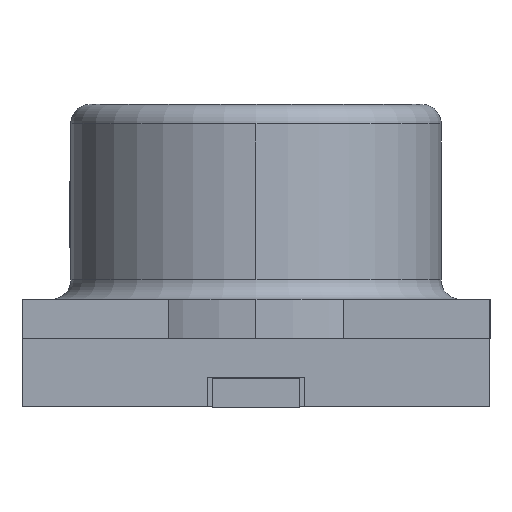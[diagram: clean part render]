
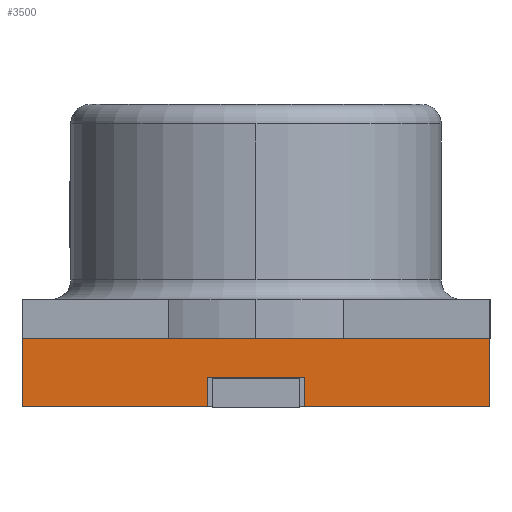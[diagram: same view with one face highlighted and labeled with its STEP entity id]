
A CAD part, left-side view. The second image highlights one B-rep face of the part: STEP entity #3500.
In plain terms, the highlighted planar face has unit normal (-1, 0, 0).
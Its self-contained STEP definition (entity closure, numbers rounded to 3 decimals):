
#69 = EDGE_CURVE ( 'NONE', #12054, #11351, #21225, .T. ) ;
#355 = ORIENTED_EDGE ( 'NONE', *, *, #20078, .F. ) ;
#754 = VECTOR ( 'NONE', #4770, 1000. ) ;
#796 = VERTEX_POINT ( 'NONE', #18748 ) ;
#945 = EDGE_CURVE ( 'NONE', #1243, #3046, #22932, .T. ) ;
#955 = LINE ( 'NONE', #1185, #754 ) ;
#1185 = CARTESIAN_POINT ( 'NONE',  ( -5.7, -0.5, 0.3 ) ) ;
#1243 = VERTEX_POINT ( 'NONE', #16049 ) ;
#1465 = CARTESIAN_POINT ( 'NONE',  ( -5.7, 0.5, 0.3 ) ) ;
#1530 = AXIS2_PLACEMENT_3D ( 'NONE', #12544, #1985, #3490 ) ;
#1985 = DIRECTION ( 'NONE',  ( 1., 0., 0. ) ) ;
#2243 = EDGE_CURVE ( 'NONE', #11351, #796, #22747, .T. ) ;
#2625 = VERTEX_POINT ( 'NONE', #19553 ) ;
#2645 = VECTOR ( 'NONE', #5495, 1000. ) ;
#2775 = EDGE_CURVE ( 'NONE', #12054, #1243, #955, .T. ) ;
#2794 = ORIENTED_EDGE ( 'NONE', *, *, #69, .F. ) ;
#2948 = CARTESIAN_POINT ( 'NONE',  ( -5.7, -2.4, 0.7 ) ) ;
#2953 = VECTOR ( 'NONE', #12606, 1000. ) ;
#3046 = VERTEX_POINT ( 'NONE', #16388 ) ;
#3490 = DIRECTION ( 'NONE',  ( 0., 0., -1. ) ) ;
#3500 = ADVANCED_FACE ( 'NONE', ( #14173 ), #6872, .F. ) ;
#4104 = CARTESIAN_POINT ( 'NONE',  ( -5.7, -2.4, 0.7 ) ) ;
#4211 = VERTEX_POINT ( 'NONE', #8762 ) ;
#4494 = DIRECTION ( 'NONE',  ( 0., 0., -1. ) ) ;
#4770 = DIRECTION ( 'NONE',  ( 0., 0., -1. ) ) ;
#4882 = DIRECTION ( 'NONE',  ( 0., -1., 0. ) ) ;
#5495 = DIRECTION ( 'NONE',  ( 0., -1., 0. ) ) ;
#6484 = CARTESIAN_POINT ( 'NONE',  ( -5.7, -2.4, 0.7 ) ) ;
#6607 = ORIENTED_EDGE ( 'NONE', *, *, #2243, .F. ) ;
#6872 = PLANE ( 'NONE',  #1530 ) ;
#7009 = VECTOR ( 'NONE', #11950, 1000. ) ;
#7123 = ORIENTED_EDGE ( 'NONE', *, *, #2775, .T. ) ;
#7597 = EDGE_LOOP ( 'NONE', ( #2794, #7123, #16011, #8475, #355, #11067, #8239, #6607 ) ) ;
#8239 = ORIENTED_EDGE ( 'NONE', *, *, #13505, .T. ) ;
#8475 = ORIENTED_EDGE ( 'NONE', *, *, #13841, .F. ) ;
#8613 = VECTOR ( 'NONE', #4494, 1000. ) ;
#8761 = LINE ( 'NONE', #15857, #10996 ) ;
#8762 = CARTESIAN_POINT ( 'NONE',  ( -5.7, 2.4, 0. ) ) ;
#10646 = CARTESIAN_POINT ( 'NONE',  ( -5.7, -0.5, 0.3 ) ) ;
#10996 = VECTOR ( 'NONE', #19095, 1000. ) ;
#11067 = ORIENTED_EDGE ( 'NONE', *, *, #16836, .T. ) ;
#11351 = VERTEX_POINT ( 'NONE', #14274 ) ;
#11636 = LINE ( 'NONE', #22547, #15908 ) ;
#11950 = DIRECTION ( 'NONE',  ( 0., 0., -1. ) ) ;
#12054 = VERTEX_POINT ( 'NONE', #20933 ) ;
#12349 = CARTESIAN_POINT ( 'NONE',  ( -5.7, -2.4, 0. ) ) ;
#12544 = CARTESIAN_POINT ( 'NONE',  ( -5.7, -2.4, 0.7 ) ) ;
#12606 = DIRECTION ( 'NONE',  ( 0., 1., 0. ) ) ;
#13146 = LINE ( 'NONE', #4104, #14212 ) ;
#13505 = EDGE_CURVE ( 'NONE', #4211, #796, #11636, .T. ) ;
#13841 = EDGE_CURVE ( 'NONE', #21629, #3046, #18914, .T. ) ;
#14173 = FACE_OUTER_BOUND ( 'NONE', #7597, .T. ) ;
#14212 = VECTOR ( 'NONE', #18291, 1000. ) ;
#14274 = CARTESIAN_POINT ( 'NONE',  ( -5.7, 0.5, 0.3 ) ) ;
#15857 = CARTESIAN_POINT ( 'NONE',  ( -5.7, 2.4, 0.7 ) ) ;
#15908 = VECTOR ( 'NONE', #4882, 1000. ) ;
#16011 = ORIENTED_EDGE ( 'NONE', *, *, #945, .T. ) ;
#16049 = CARTESIAN_POINT ( 'NONE',  ( -5.7, -0.5, 0. ) ) ;
#16388 = CARTESIAN_POINT ( 'NONE',  ( -5.7, -2.4, 0. ) ) ;
#16836 = EDGE_CURVE ( 'NONE', #2625, #4211, #8761, .T. ) ;
#18291 = DIRECTION ( 'NONE',  ( 0., -1., 0. ) ) ;
#18748 = CARTESIAN_POINT ( 'NONE',  ( -5.7, 0.5, 0. ) ) ;
#18914 = LINE ( 'NONE', #6484, #7009 ) ;
#19095 = DIRECTION ( 'NONE',  ( 0., 0., -1. ) ) ;
#19553 = CARTESIAN_POINT ( 'NONE',  ( -5.7, 2.4, 0.7 ) ) ;
#20078 = EDGE_CURVE ( 'NONE', #2625, #21629, #13146, .T. ) ;
#20933 = CARTESIAN_POINT ( 'NONE',  ( -5.7, -0.5, 0.3 ) ) ;
#21225 = LINE ( 'NONE', #10646, #2953 ) ;
#21629 = VERTEX_POINT ( 'NONE', #2948 ) ;
#22547 = CARTESIAN_POINT ( 'NONE',  ( -5.7, -2.4, 0. ) ) ;
#22747 = LINE ( 'NONE', #1465, #8613 ) ;
#22932 = LINE ( 'NONE', #12349, #2645 ) ;
